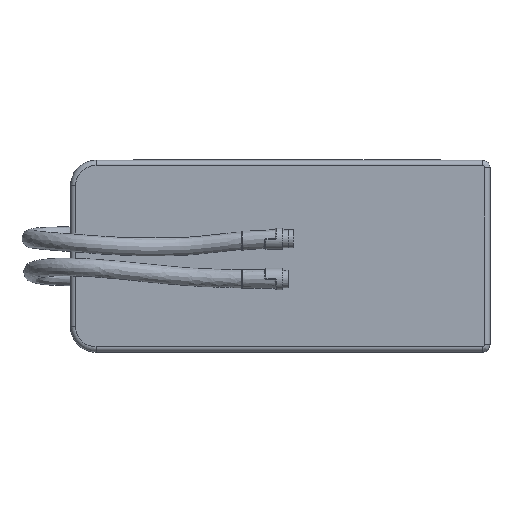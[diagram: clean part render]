
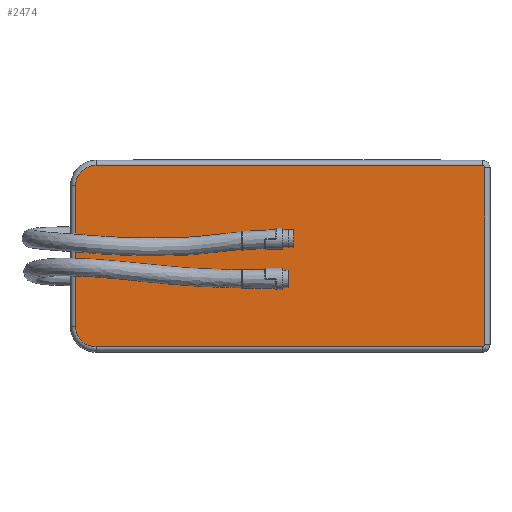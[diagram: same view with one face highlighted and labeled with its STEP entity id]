
A CAD part, top view. The second image highlights one B-rep face of the part: STEP entity #2474.
In plain terms, the highlighted planar face has unit normal (0, 0, 1).
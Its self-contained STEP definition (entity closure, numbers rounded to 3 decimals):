
#270=PLANE('',#2686);
#327=FACE_OUTER_BOUND('',#482,.T.);
#482=EDGE_LOOP('',(#1716,#1717,#1718,#1719,#1720,#1721,#1722,#1723));
#642=LINE('',#3644,#747);
#643=LINE('',#3661,#748);
#644=LINE('',#3669,#749);
#645=LINE('',#3678,#750);
#747=VECTOR('',#2995,10.);
#748=VECTOR('',#3006,10.);
#749=VECTOR('',#3017,10.);
#750=VECTOR('',#3028,10.);
#859=CIRCLE('',#2668,0.5);
#863=CIRCLE('',#2674,4.);
#866=CIRCLE('',#2679,4.);
#869=CIRCLE('',#2683,0.5);
#988=VERTEX_POINT('',#3637);
#991=VERTEX_POINT('',#3642);
#992=VERTEX_POINT('',#3654);
#993=VERTEX_POINT('',#3659);
#994=VERTEX_POINT('',#3663);
#995=VERTEX_POINT('',#3667);
#996=VERTEX_POINT('',#3671);
#998=VERTEX_POINT('',#3676);
#1259=EDGE_CURVE('',#991,#988,#642,.T.);
#1261=EDGE_CURVE('',#992,#991,#859,.T.);
#1264=EDGE_CURVE('',#993,#992,#643,.T.);
#1266=EDGE_CURVE('',#994,#993,#863,.T.);
#1268=EDGE_CURVE('',#995,#994,#644,.T.);
#1270=EDGE_CURVE('',#996,#995,#866,.T.);
#1272=EDGE_CURVE('',#998,#996,#645,.T.);
#1275=EDGE_CURVE('',#988,#998,#869,.T.);
#1716=ORIENTED_EDGE('',*,*,#1259,.F.);
#1717=ORIENTED_EDGE('',*,*,#1261,.F.);
#1718=ORIENTED_EDGE('',*,*,#1264,.F.);
#1719=ORIENTED_EDGE('',*,*,#1266,.F.);
#1720=ORIENTED_EDGE('',*,*,#1268,.F.);
#1721=ORIENTED_EDGE('',*,*,#1270,.F.);
#1722=ORIENTED_EDGE('',*,*,#1272,.F.);
#1723=ORIENTED_EDGE('',*,*,#1275,.F.);
#2474=ADVANCED_FACE('',(#327),#270,.T.);
#2668=AXIS2_PLACEMENT_3D('',#3656,#2998,#2999);
#2674=AXIS2_PLACEMENT_3D('',#3665,#3011,#3012);
#2679=AXIS2_PLACEMENT_3D('',#3673,#3022,#3023);
#2683=AXIS2_PLACEMENT_3D('',#3690,#3032,#3033);
#2686=AXIS2_PLACEMENT_3D('',#3695,#3040,#3041);
#2995=DIRECTION('',(0.,-1.,0.));
#2998=DIRECTION('center_axis',(0.,0.,-1.));
#2999=DIRECTION('ref_axis',(0.707,0.707,0.));
#3006=DIRECTION('',(1.,0.,0.));
#3011=DIRECTION('center_axis',(0.,0.,-1.));
#3012=DIRECTION('ref_axis',(-0.707,0.707,0.));
#3017=DIRECTION('',(0.,1.,0.));
#3022=DIRECTION('center_axis',(0.,0.,-1.));
#3023=DIRECTION('ref_axis',(-0.707,-0.707,0.));
#3028=DIRECTION('',(-1.,0.,0.));
#3032=DIRECTION('center_axis',(0.,0.,-1.));
#3033=DIRECTION('ref_axis',(0.707,-0.707,0.));
#3040=DIRECTION('center_axis',(0.,0.,1.));
#3041=DIRECTION('ref_axis',(1.,0.,0.));
#3637=CARTESIAN_POINT('',(81.,1.5,33.));
#3642=CARTESIAN_POINT('',(81.,36.,33.));
#3644=CARTESIAN_POINT('',(81.,0.,33.));
#3654=CARTESIAN_POINT('',(80.5,36.5,33.));
#3656=CARTESIAN_POINT('Origin',(80.5,36.,33.));
#3659=CARTESIAN_POINT('',(5.,36.5,33.));
#3661=CARTESIAN_POINT('',(20.5,36.5,33.));
#3663=CARTESIAN_POINT('',(1.,32.5,33.));
#3665=CARTESIAN_POINT('Origin',(5.,32.5,33.));
#3667=CARTESIAN_POINT('',(1.,5.,33.));
#3669=CARTESIAN_POINT('',(1.,0.,33.));
#3671=CARTESIAN_POINT('',(5.,1.,33.));
#3673=CARTESIAN_POINT('Origin',(5.,5.,33.));
#3676=CARTESIAN_POINT('',(80.5,1.,33.));
#3678=CARTESIAN_POINT('',(20.5,1.,33.));
#3690=CARTESIAN_POINT('Origin',(80.5,1.5,33.));
#3695=CARTESIAN_POINT('Origin',(0.,0.,33.));
